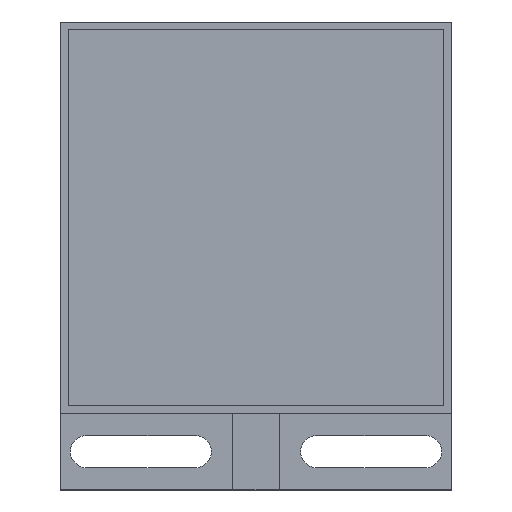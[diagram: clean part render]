
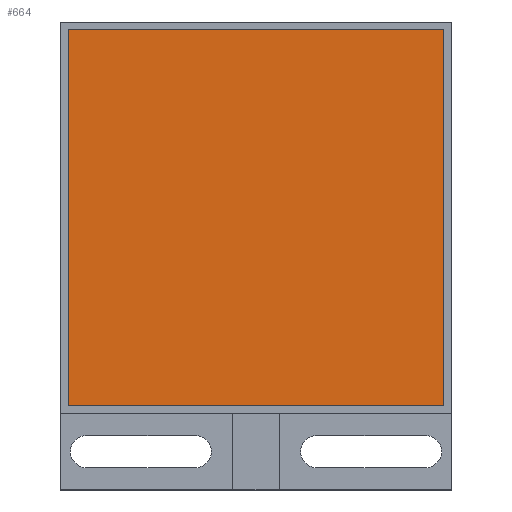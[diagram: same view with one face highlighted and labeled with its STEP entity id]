
A CAD part, top view. The second image highlights one B-rep face of the part: STEP entity #664.
In plain terms, the highlighted planar face has unit normal (0, 0, 1).
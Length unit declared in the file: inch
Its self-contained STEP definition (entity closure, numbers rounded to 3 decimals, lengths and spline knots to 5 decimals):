
#225=DIRECTION('',(0.,-1.,0.));
#226=VECTOR('',#225,1.92913);
#227=CARTESIAN_POINT('',(-0.96457,1.16142,
0.34252));
#228=LINE('',#227,#226);
#229=DIRECTION('',(-1.,0.,0.));
#230=VECTOR('',#229,1.92913);
#231=CARTESIAN_POINT('',(0.96457,1.16142,0.34252));
#232=LINE('',#231,#230);
#233=DIRECTION('',(0.,1.,0.));
#234=VECTOR('',#233,1.92913);
#235=CARTESIAN_POINT('',(0.96457,-0.76772,
0.34252));
#236=LINE('',#235,#234);
#237=DIRECTION('',(1.,0.,0.));
#238=VECTOR('',#237,1.92913);
#239=CARTESIAN_POINT('',(-0.96457,-0.76772,
0.34252));
#240=LINE('',#239,#238);
#297=CARTESIAN_POINT('',(-0.96457,1.16142,
0.34252));
#298=CARTESIAN_POINT('',(-0.96457,-0.76772,
0.34252));
#299=VERTEX_POINT('',#297);
#300=VERTEX_POINT('',#298);
#301=CARTESIAN_POINT('',(0.96457,-0.76772,
0.34252));
#302=VERTEX_POINT('',#301);
#303=CARTESIAN_POINT('',(0.96457,1.16142,0.34252));
#304=VERTEX_POINT('',#303);
#653=CARTESIAN_POINT('',(0.,0.,0.34252));
#654=DIRECTION('',(0.,0.,1.));
#655=DIRECTION('',(1.,0.,0.));
#656=AXIS2_PLACEMENT_3D('',#653,#654,#655);
#657=PLANE('',#656);
#658=ORIENTED_EDGE('',*,*,#605,.F.);
#659=ORIENTED_EDGE('',*,*,#620,.F.);
#660=ORIENTED_EDGE('',*,*,#634,.F.);
#661=ORIENTED_EDGE('',*,*,#647,.F.);
#662=EDGE_LOOP('',(#658,#659,#660,#661));
#663=FACE_OUTER_BOUND('',#662,.F.);
#664=ADVANCED_FACE('',(#663),#657,.T.);
#605=EDGE_CURVE('',#299,#300,#228,.T.);
#620=EDGE_CURVE('',#304,#299,#232,.T.);
#634=EDGE_CURVE('',#302,#304,#236,.T.);
#647=EDGE_CURVE('',#300,#302,#240,.T.);
